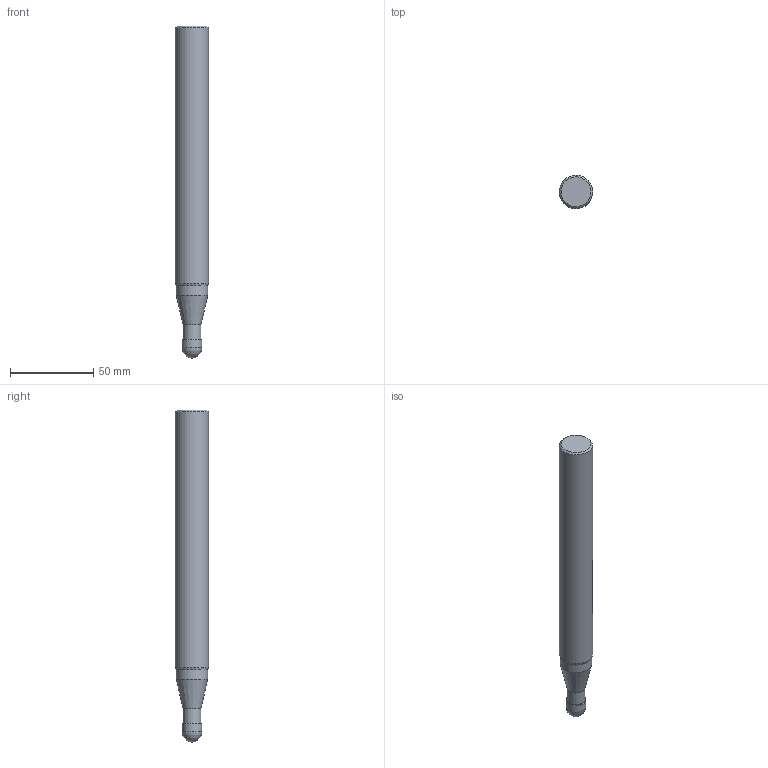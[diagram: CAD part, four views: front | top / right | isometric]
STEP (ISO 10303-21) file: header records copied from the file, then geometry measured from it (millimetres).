
FILE_DESCRIPTION(/* description */ (''),/* implementation_level */ '2;1');
FILE_NAME(/* name */ '12L2R045A20-SZP12_115009072ndi000_00-SIM.stp',/* time_stamp */ '2020-01-16T09:36:29+01:00',/* author */ (''),/* organization */ (''),/* preprocessor_version */ 'ST-DEVELOPER v16.7',/* originating_system */ 'SIEMENS PLM Software NX 12.0',/* authorisation */ '');
FILE_SCHEMA (('AUTOMOTIVE_DESIGN { 1 0 10303 214 3 1 1 1 }'));
Length unit declared in the file: millimetre
Products named in the file (1): hm1522288A556nsw
Bounding box: 19.96 x 19.96 x 200 mm (x, y, z)
Volume: 56423 mm3; surface area: 12562.4 mm2
Topology: 2 solids, 2 shells, 22 faces, 49 edges, 31 vertices
Faces by surface type: revolution 7, cone 6, cylinder 3, sphere 3, plane 2, torus 1
Full cylindrical faces by diameter (mm): 10.8 x1, 19 x1, 20 x1
Entity records: 502 total; most frequent: DIRECTION 88, CARTESIAN_POINT 78, EDGE_LOOP 42, ORIENTED_EDGE 42, FACE_BOUND 40, AXIS2_PLACEMENT_3D 38, ADVANCED_FACE 22, CIRCLE 22
